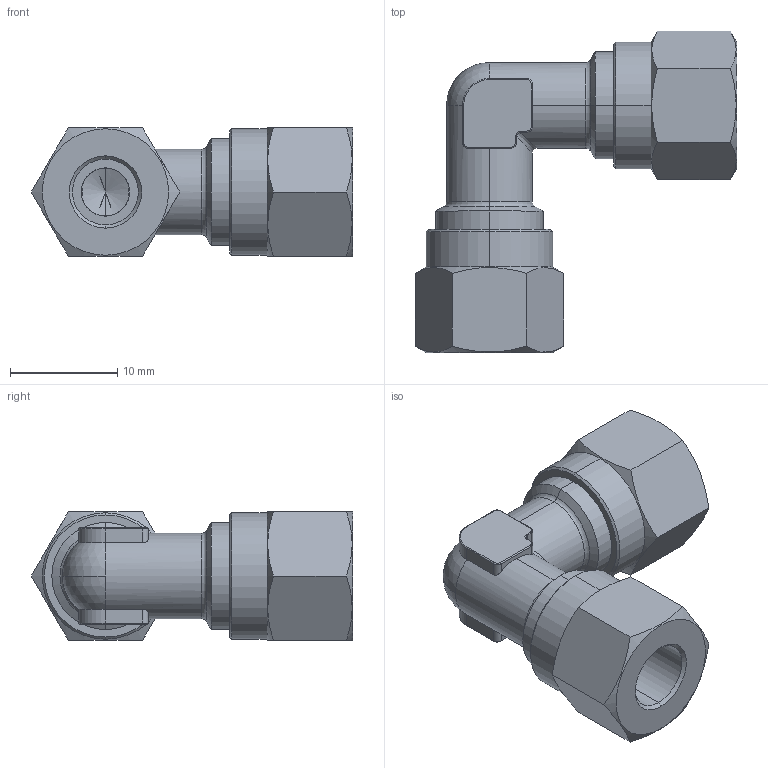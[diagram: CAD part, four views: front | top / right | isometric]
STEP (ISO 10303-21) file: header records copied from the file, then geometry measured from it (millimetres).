
FILE_DESCRIPTION (( 'STEP AP203' ), '1' );
FILE_NAME ('03070030.STEP', '2011-10-31T13:17:21', ( '' ), ( 'sopra-pneumatic' ), 'SwSTEP 2.0', 'SolidWorks 2011', '' );
FILE_SCHEMA (( 'CONFIG_CONTROL_DESIGN' ));
Length unit declared in the file: millimetre
Products named in the file (1): 03070030
Bounding box: 30.02 x 30.02 x 12 mm (x, y, z)
Volume: 2938.6 mm3; surface area: 2666.6 mm2
Topology: 1 solids, 1 shells, 129 faces, 303 edges, 176 vertices
Faces by surface type: cylinder 52, plane 32, cone 26, torus 16, sphere 2, bspline 1
Entity records: 3979 total; most frequent: CARTESIAN_POINT 1018, DIRECTION 622, ORIENTED_EDGE 598, EDGE_CURVE 299, AXIS2_PLACEMENT_3D 254, VERTEX_POINT 176, EDGE_LOOP 135, FACE_OUTER_BOUND 129
